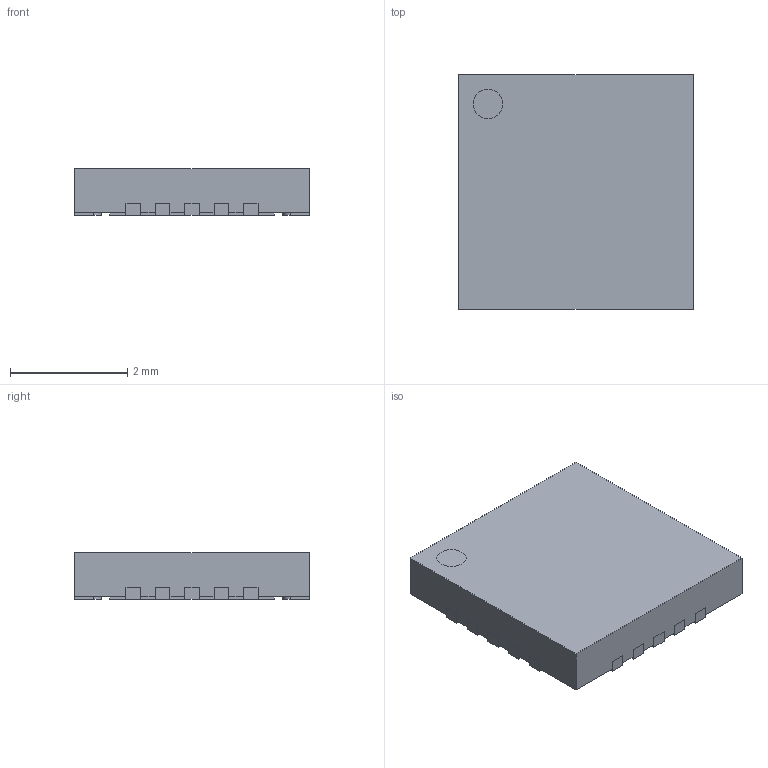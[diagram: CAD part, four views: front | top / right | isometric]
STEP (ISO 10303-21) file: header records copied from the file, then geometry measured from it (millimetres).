
FILE_DESCRIPTION((''),'2;1');
FILE_NAME('QFN50P400X400X80-21N-S280.stp','2014-08-18T09:27:27',(''),(''),'Mechanical Desktop 2011','Mechanical Desktop 2011',', , ');
FILE_SCHEMA(('AUTOMOTIVE_DESIGN { 1 2 10303 214 1 1 1 1 }'));
Length unit declared in the file: millimetre
Products named in the file (1): Product
Bounding box: 4 x 4 x 0.8 mm (x, y, z)
Volume: 12.5 mm3; surface area: 72.6 mm2
Topology: 23 solids, 23 shells, 219 faces, 516 edges, 344 vertices
Faces by surface type: bspline 100, plane 95, cylinder 24
Entity records: 6535 total; most frequent: CARTESIAN_POINT 1660, ORIENTED_EDGE 1032, DIRECTION 844, EDGE_CURVE 516, VECTOR 428, LINE 428, VERTEX_POINT 344, EDGE_LOOP 220
